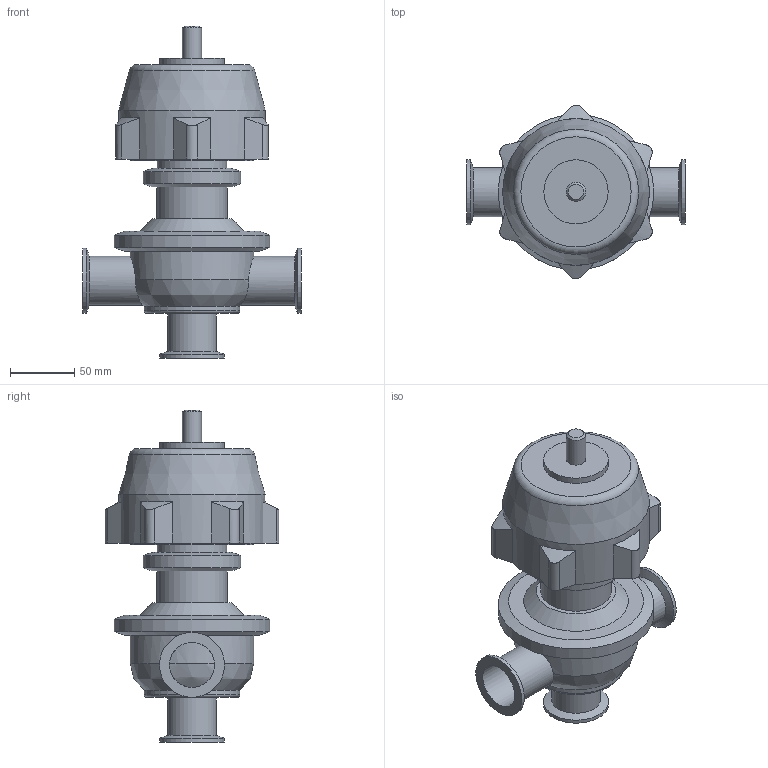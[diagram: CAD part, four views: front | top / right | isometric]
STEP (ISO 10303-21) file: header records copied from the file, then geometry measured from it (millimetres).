
FILE_DESCRIPTION(/* description */ (''),/* implementation_level */ '2;1');
FILE_NAME(/* name */ 'DAC2T_C_15.stp',/* time_stamp */ '2021-08-19T16:47:24+09:00',/* author */ ('Administrator'),/* organization */ (''),/* preprocessor_version */ 'ST-DEVELOPER v18.1',/* originating_system */ 'Autodesk Inventor 2021',/* authorisation */ '');
FILE_SCHEMA (('AUTOMOTIVE_DESIGN { 1 0 10303 214 3 1 1 }'));
Length unit declared in the file: millimetre
Products named in the file (1): DAC2T_C_15
Bounding box: 170 x 135 x 258.3 mm (x, y, z)
Volume: 1444054.6 mm3; surface area: 125836.1 mm2
Topology: 1 solids, 1 shells, 76 faces, 167 edges, 106 vertices
Faces by surface type: plane 27, cylinder 27, cone 11, bspline 9, torus 2
Full cylindrical faces by diameter (mm): 15 x1, 35.1 x2, 35.7 x1, 38.1 x3, 50 x1, 50.5 x3, 54 x1, 55 x1, 74.5 x1, 76 x1, 95 x1, 96 x1, 114 x1, 121 x1
Entity records: 2626 total; most frequent: CARTESIAN_POINT 875, DIRECTION 340, ORIENTED_EDGE 334, EDGE_CURVE 167, AXIS2_PLACEMENT_3D 137, VERTEX_POINT 106, EDGE_LOOP 89, FACE_OUTER_BOUND 76
